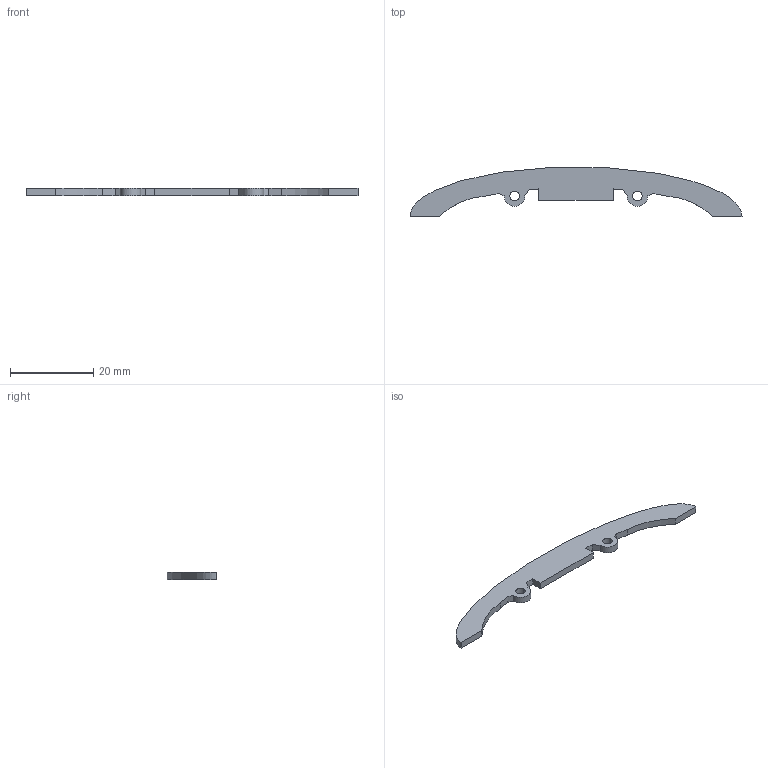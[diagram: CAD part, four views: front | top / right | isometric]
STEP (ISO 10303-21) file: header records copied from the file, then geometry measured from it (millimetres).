
FILE_DESCRIPTION (( 'STEP AP214' ), '1' );
FILE_NAME ('SensorBoard_projectinSolid.STEP', '2021-12-04T21:43:18', ( '' ), ( '' ), 'SwSTEP 2.0', 'SolidWorks 2021', '' );
FILE_SCHEMA (( 'AUTOMOTIVE_DESIGN' ));
Length unit declared in the file: millimetre
Products named in the file (1): SensorBoard_projectinSolid
Bounding box: 80 x 11.88 x 1.7 mm (x, y, z)
Volume: 817.5 mm3; surface area: 1298.2 mm2
Topology: 1 solids, 1 shells, 24 faces, 66 edges, 44 vertices
Faces by surface type: plane 11, bspline 7, cylinder 6
Entity records: 883 total; most frequent: CARTESIAN_POINT 266, ORIENTED_EDGE 132, DIRECTION 100, EDGE_CURVE 66, VERTEX_POINT 44, LINE 40, VECTOR 40, AXIS2_PLACEMENT_3D 30
